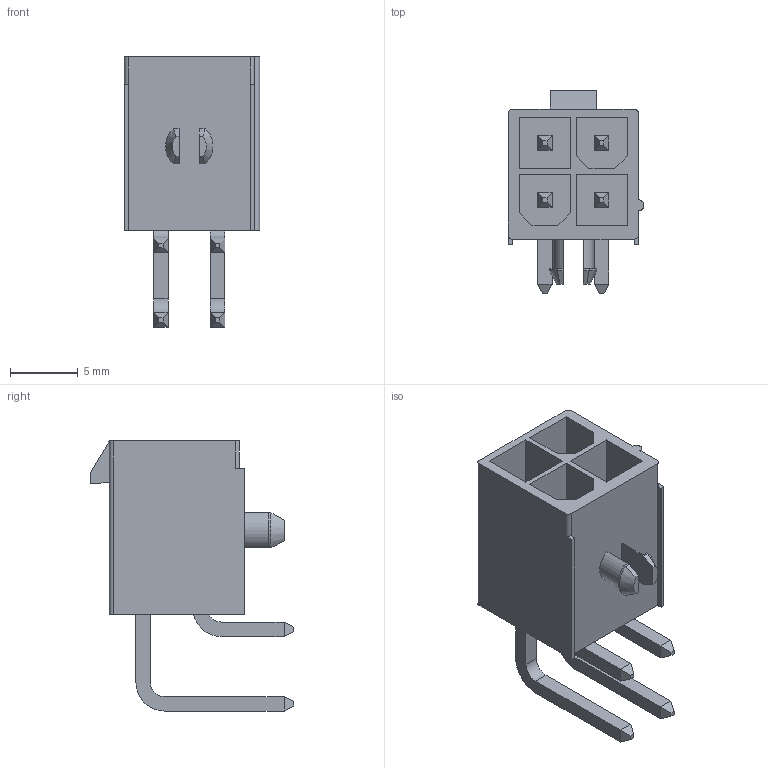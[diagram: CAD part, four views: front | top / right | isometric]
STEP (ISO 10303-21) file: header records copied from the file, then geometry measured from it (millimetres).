
FILE_DESCRIPTION((''),'2;1');
FILE_NAME('039301040','2017-09-20T',('ksrinivasara'),(''),'PRO/ENGINEER BY PARAMETRIC TECHNOLOGY CORPORATION, 2012310','PRO/ENGINEER BY PARAMETRIC TECHNOLOGY CORPORATION, 2012310','');
FILE_SCHEMA(('CONFIG_CONTROL_DESIGN'));
Length unit declared in the file: millimetre
Products named in the file (1): 039301040
Bounding box: 10 x 15 x 19.93 mm (x, y, z)
Volume: 770.8 mm3; surface area: 1563 mm2
Topology: 1 solids, 1 shells, 151 faces, 372 edges, 238 vertices
Faces by surface type: plane 132, cylinder 17, cone 2
Entity records: 4386 total; most frequent: CARTESIAN_POINT 758, ORIENTED_EDGE 722, DIRECTION 718, EDGE_CURVE 361, VECTOR 322, LINE 322, VERTEX_POINT 226, AXIS2_PLACEMENT_3D 198
